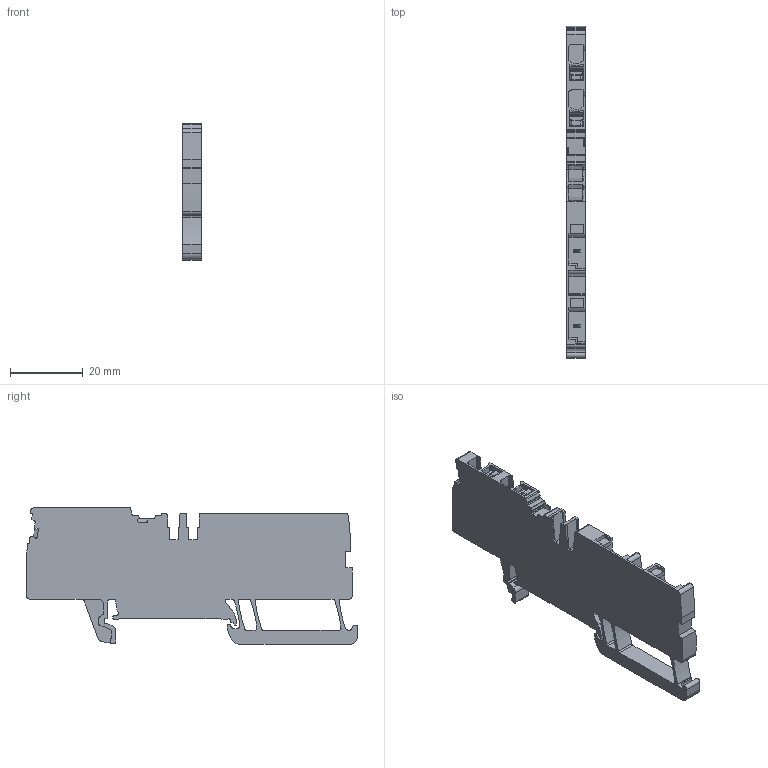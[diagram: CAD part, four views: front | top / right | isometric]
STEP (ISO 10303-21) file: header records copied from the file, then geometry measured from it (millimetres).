
FILE_DESCRIPTION(('CATIA V5 STEP Exchange','CAx-IF Rec.Pracs.--- Model Styling and Organization---1.5--- 2016-08-15','CAx-IF Rec.Pracs.---Supplemental Geometry---1.0---2011-11-01','CAx-IF Rec.Pracs.--- Composite Materials ---1.1---2010-07-15'),'2;1');
FILE_NAME ('2038812-2_1', '2025-11-10T08:13:36+00:00', ('none'), ('Weidmueller'), 'CATIA Version 5-6 Release 2024 SP4', 'CATIA V5 STEP AP214 v3', 'none');
FILE_SCHEMA(('AUTOMOTIVE_DESIGN { 1 0 10303 214 1 1 1 1 }'));
Length unit declared in the file: millimetre
Products named in the file (1): 3051540000
Bounding box: 5.1 x 91.43 x 37.65 mm (x, y, z)
Volume: 10446.1 mm3; surface area: 8337.3 mm2
Topology: 1 solids, 1 shells, 574 faces, 1638 edges, 1072 vertices
Faces by surface type: plane 272, cylinder 264, bspline 18, torus 15, cone 3, sphere 2
Entity records: 19053 total; most frequent: CARTESIAN_POINT 4482, ORIENTED_EDGE 3272, DIRECTION 2499, EDGE_CURVE 1636, VERTEX_POINT 1072, VECTOR 1037, LINE 1037, AXIS2_PLACEMENT_3D 966
